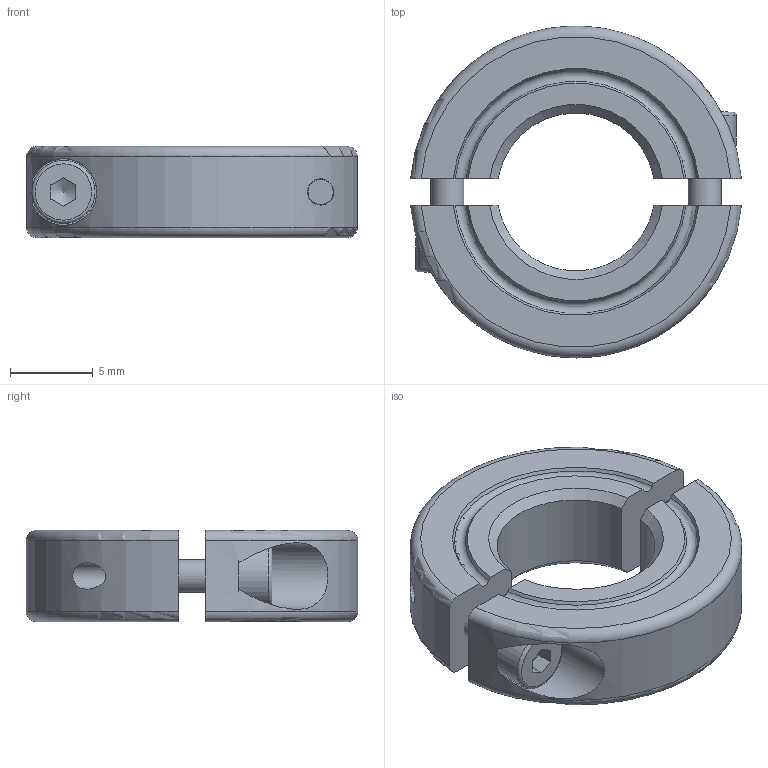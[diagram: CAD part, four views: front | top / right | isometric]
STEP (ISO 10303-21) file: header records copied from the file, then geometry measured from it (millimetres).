
FILE_DESCRIPTION(/* description */ (''),/* implementation_level */ '2;1');
FILE_NAME(/* name */ 'MISC_ShaftCollar_ENSP20-6-A.iam.stp',/* time_stamp */ '2016-01-07T16:50:49-08:00',/* author */ ('Philip'),/* organization */ (''),/* preprocessor_version */ 'ST-DEVELOPER v16.1',/* originating_system */ 'Autodesk Inventor 2016',/* authorisation */ '');
FILE_SCHEMA (('AUTOMOTIVE_DESIGN { 1 0 10303 214 3 1 1 }'));
Length unit declared in the file: metre
Products named in the file (3): MISC_Collar_ENSP20-6-A; ISO 4762 - M2 x 6ISO; MISC_ShaftCollar_ENSP20-6-A
Assembly tree (3 placements, depth 2):
  MISC_ShaftCollar_ENSP20-6-A
    MISC_Collar_ENSP20-6-A
    ISO 4762 - M2 x 6ISO  x2
Bounding box: 19.94 x 20 x 5.5 mm (x, y, z)
Volume: 1173.6 mm3; surface area: 1297.7 mm2
Topology: 4 solids, 4 shells, 66 faces, 156 edges, 102 vertices
Faces by surface type: plane 30, cylinder 14, cone 12, torus 10
Full cylindrical faces by diameter (mm): 1.587 x2, 2 x2, 2.261 x2, 3.8 x2
Entity records: 1743 total; most frequent: CARTESIAN_POINT 525, DIRECTION 246, ORIENTED_EDGE 222, EDGE_CURVE 111, AXIS2_PLACEMENT_3D 104, VERTEX_POINT 79, EDGE_LOOP 72, FACE_OUTER_BOUND 51
